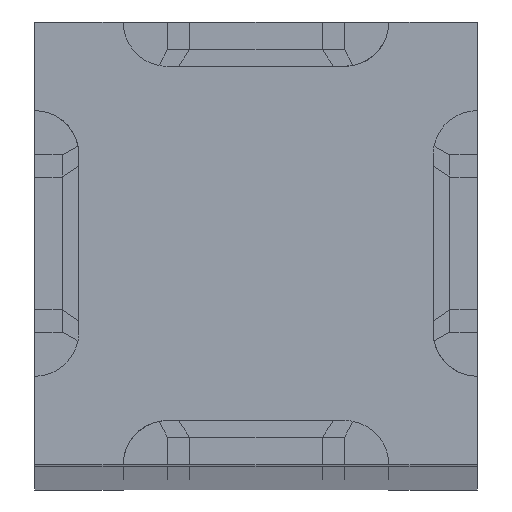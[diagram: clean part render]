
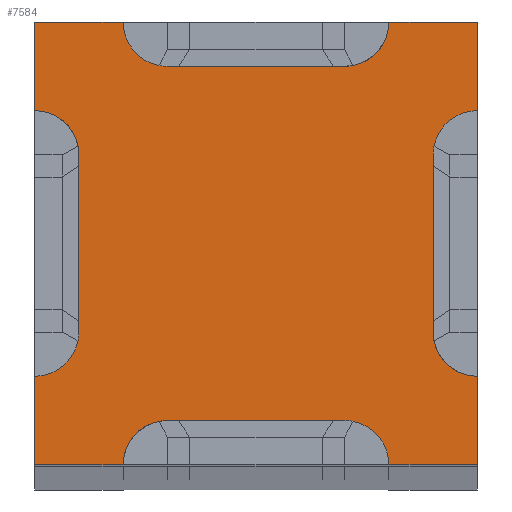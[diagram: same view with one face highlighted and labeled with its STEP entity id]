
A CAD part, top view. The second image highlights one B-rep face of the part: STEP entity #7584.
In plain terms, the highlighted planar face has unit normal (0, 0, 1).
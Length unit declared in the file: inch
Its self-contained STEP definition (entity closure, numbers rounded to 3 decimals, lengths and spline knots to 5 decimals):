
#551=PLANE('',#8216);
#1010=FACE_OUTER_BOUND('',#1480,.T.);
#1480=EDGE_LOOP('',(#6945,#6946,#6947,#6948,#6949,#6950,#6951,#6952,#6953,
#6954,#6955,#6956,#6957,#6958,#6959,#6960,#6961,#6962,#6963,#6964,#6965,
#6966,#6967,#6968));
#1579=CIRCLE('',#8214,0.2);
#1580=CIRCLE('',#8217,0.2);
#1581=CIRCLE('',#8218,0.2);
#1582=CIRCLE('',#8219,0.2);
#1583=CIRCLE('',#8220,0.2);
#1584=CIRCLE('',#8221,0.2);
#1585=CIRCLE('',#8222,0.2);
#1586=CIRCLE('',#8223,0.2);
#1587=CIRCLE('',#8224,0.2);
#1588=CIRCLE('',#8225,0.2);
#1589=CIRCLE('',#8226,0.2);
#1590=CIRCLE('',#8227,0.2);
#2463=LINE('',#12322,#3363);
#2464=LINE('',#12326,#3364);
#2465=LINE('',#12329,#3365);
#2466=LINE('',#12333,#3366);
#2467=LINE('',#12339,#3367);
#2468=LINE('',#12341,#3368);
#2469=LINE('',#12345,#3369);
#2470=LINE('',#12351,#3370);
#2471=LINE('',#12353,#3371);
#2472=LINE('',#12357,#3372);
#2473=LINE('',#12363,#3373);
#2474=LINE('',#12365,#3374);
#3363=VECTOR('',#10172,0.3937);
#3364=VECTOR('',#10175,0.3937);
#3365=VECTOR('',#10178,0.3937);
#3366=VECTOR('',#10181,0.3937);
#3367=VECTOR('',#10186,0.3937);
#3368=VECTOR('',#10187,0.3937);
#3369=VECTOR('',#10190,0.3937);
#3370=VECTOR('',#10195,0.3937);
#3371=VECTOR('',#10196,0.3937);
#3372=VECTOR('',#10199,0.3937);
#3373=VECTOR('',#10204,0.3937);
#3374=VECTOR('',#10205,0.3937);
#4030=VERTEX_POINT('',#12312);
#4031=VERTEX_POINT('',#12314);
#4033=VERTEX_POINT('',#12320);
#4034=VERTEX_POINT('',#12324);
#4035=VERTEX_POINT('',#12325);
#4036=VERTEX_POINT('',#12328);
#4037=VERTEX_POINT('',#12330);
#4038=VERTEX_POINT('',#12332);
#4039=VERTEX_POINT('',#12334);
#4040=VERTEX_POINT('',#12336);
#4041=VERTEX_POINT('',#12338);
#4042=VERTEX_POINT('',#12340);
#4043=VERTEX_POINT('',#12342);
#4044=VERTEX_POINT('',#12344);
#4045=VERTEX_POINT('',#12346);
#4046=VERTEX_POINT('',#12348);
#4047=VERTEX_POINT('',#12350);
#4048=VERTEX_POINT('',#12352);
#4049=VERTEX_POINT('',#12354);
#4050=VERTEX_POINT('',#12356);
#4051=VERTEX_POINT('',#12358);
#4052=VERTEX_POINT('',#12360);
#4053=VERTEX_POINT('',#12362);
#4054=VERTEX_POINT('',#12364);
#5007=EDGE_CURVE('',#4031,#4030,#1579,.T.);
#5011=EDGE_CURVE('',#4030,#4033,#2463,.T.);
#5012=EDGE_CURVE('',#4034,#4035,#2464,.T.);
#5013=EDGE_CURVE('',#4035,#4031,#1580,.T.);
#5014=EDGE_CURVE('',#4033,#4036,#2465,.T.);
#5015=EDGE_CURVE('',#4036,#4037,#1581,.T.);
#5016=EDGE_CURVE('',#4037,#4038,#2466,.T.);
#5017=EDGE_CURVE('',#4038,#4039,#1582,.T.);
#5018=EDGE_CURVE('',#4039,#4040,#1583,.T.);
#5019=EDGE_CURVE('',#4040,#4041,#2467,.T.);
#5020=EDGE_CURVE('',#4041,#4042,#2468,.T.);
#5021=EDGE_CURVE('',#4042,#4043,#1584,.T.);
#5022=EDGE_CURVE('',#4043,#4044,#2469,.T.);
#5023=EDGE_CURVE('',#4044,#4045,#1585,.T.);
#5024=EDGE_CURVE('',#4045,#4046,#1586,.T.);
#5025=EDGE_CURVE('',#4046,#4047,#2470,.T.);
#5026=EDGE_CURVE('',#4047,#4048,#2471,.T.);
#5027=EDGE_CURVE('',#4048,#4049,#1587,.T.);
#5028=EDGE_CURVE('',#4049,#4050,#2472,.T.);
#5029=EDGE_CURVE('',#4050,#4051,#1588,.T.);
#5030=EDGE_CURVE('',#4051,#4052,#1589,.T.);
#5031=EDGE_CURVE('',#4052,#4053,#2473,.T.);
#5032=EDGE_CURVE('',#4053,#4054,#2474,.T.);
#5033=EDGE_CURVE('',#4054,#4034,#1590,.T.);
#6945=ORIENTED_EDGE('',*,*,#5012,.T.);
#6946=ORIENTED_EDGE('',*,*,#5013,.T.);
#6947=ORIENTED_EDGE('',*,*,#5007,.T.);
#6948=ORIENTED_EDGE('',*,*,#5011,.T.);
#6949=ORIENTED_EDGE('',*,*,#5014,.T.);
#6950=ORIENTED_EDGE('',*,*,#5015,.T.);
#6951=ORIENTED_EDGE('',*,*,#5016,.T.);
#6952=ORIENTED_EDGE('',*,*,#5017,.T.);
#6953=ORIENTED_EDGE('',*,*,#5018,.T.);
#6954=ORIENTED_EDGE('',*,*,#5019,.T.);
#6955=ORIENTED_EDGE('',*,*,#5020,.T.);
#6956=ORIENTED_EDGE('',*,*,#5021,.T.);
#6957=ORIENTED_EDGE('',*,*,#5022,.T.);
#6958=ORIENTED_EDGE('',*,*,#5023,.T.);
#6959=ORIENTED_EDGE('',*,*,#5024,.T.);
#6960=ORIENTED_EDGE('',*,*,#5025,.T.);
#6961=ORIENTED_EDGE('',*,*,#5026,.T.);
#6962=ORIENTED_EDGE('',*,*,#5027,.T.);
#6963=ORIENTED_EDGE('',*,*,#5028,.T.);
#6964=ORIENTED_EDGE('',*,*,#5029,.T.);
#6965=ORIENTED_EDGE('',*,*,#5030,.T.);
#6966=ORIENTED_EDGE('',*,*,#5031,.T.);
#6967=ORIENTED_EDGE('',*,*,#5032,.T.);
#6968=ORIENTED_EDGE('',*,*,#5033,.T.);
#7584=ADVANCED_FACE('',(#1010),#551,.T.);
#8214=AXIS2_PLACEMENT_3D('',#12315,#10165,#10166);
#8216=AXIS2_PLACEMENT_3D('',#12323,#10173,#10174);
#8217=AXIS2_PLACEMENT_3D('',#12327,#10176,#10177);
#8218=AXIS2_PLACEMENT_3D('',#12331,#10179,#10180);
#8219=AXIS2_PLACEMENT_3D('',#12335,#10182,#10183);
#8220=AXIS2_PLACEMENT_3D('',#12337,#10184,#10185);
#8221=AXIS2_PLACEMENT_3D('',#12343,#10188,#10189);
#8222=AXIS2_PLACEMENT_3D('',#12347,#10191,#10192);
#8223=AXIS2_PLACEMENT_3D('',#12349,#10193,#10194);
#8224=AXIS2_PLACEMENT_3D('',#12355,#10197,#10198);
#8225=AXIS2_PLACEMENT_3D('',#12359,#10200,#10201);
#8226=AXIS2_PLACEMENT_3D('',#12361,#10202,#10203);
#8227=AXIS2_PLACEMENT_3D('',#12366,#10206,#10207);
#10165=DIRECTION('center_axis',(0.,0.,-1.));
#10166=DIRECTION('ref_axis',(1.,0.,0.));
#10172=DIRECTION('',(-1.,0.,0.));
#10173=DIRECTION('center_axis',(0.,0.,1.));
#10174=DIRECTION('ref_axis',(1.,0.,0.));
#10175=DIRECTION('',(-1.,0.,0.));
#10176=DIRECTION('center_axis',(0.,0.,-1.));
#10177=DIRECTION('ref_axis',(1.,0.,0.));
#10178=DIRECTION('',(0.,-1.,0.));
#10179=DIRECTION('center_axis',(0.,0.,-1.));
#10180=DIRECTION('ref_axis',(0.,-1.,0.));
#10181=DIRECTION('',(0.,-1.,0.));
#10182=DIRECTION('center_axis',(0.,0.,-1.));
#10183=DIRECTION('ref_axis',(0.,1.,0.));
#10184=DIRECTION('center_axis',(0.,0.,-1.));
#10185=DIRECTION('ref_axis',(0.,1.,0.));
#10186=DIRECTION('',(0.,-1.,0.));
#10187=DIRECTION('',(1.,0.,0.));
#10188=DIRECTION('center_axis',(0.,0.,-1.));
#10189=DIRECTION('ref_axis',(1.,0.,0.));
#10190=DIRECTION('',(1.,0.,0.));
#10191=DIRECTION('center_axis',(0.,0.,-1.));
#10192=DIRECTION('ref_axis',(-1.,0.,0.));
#10193=DIRECTION('center_axis',(0.,0.,-1.));
#10194=DIRECTION('ref_axis',(-1.,0.,0.));
#10195=DIRECTION('',(1.,0.,0.));
#10196=DIRECTION('',(0.,1.,0.));
#10197=DIRECTION('center_axis',(0.,0.,-1.));
#10198=DIRECTION('ref_axis',(0.,1.,0.));
#10199=DIRECTION('',(0.,1.,0.));
#10200=DIRECTION('center_axis',(0.,0.,-1.));
#10201=DIRECTION('ref_axis',(0.,-1.,0.));
#10202=DIRECTION('center_axis',(0.,0.,-1.));
#10203=DIRECTION('ref_axis',(0.,-1.,0.));
#10204=DIRECTION('',(0.,1.,0.));
#10205=DIRECTION('',(-1.,0.,0.));
#10206=DIRECTION('center_axis',(0.,0.,-1.));
#10207=DIRECTION('ref_axis',(-1.,0.,0.));
#12312=CARTESIAN_POINT('',(-0.6,1.,3.));
#12314=CARTESIAN_POINT('',(-0.43869,0.80378,3.));
#12315=CARTESIAN_POINT('Origin',(-0.4,1.,3.));
#12320=CARTESIAN_POINT('',(-1.,1.,3.));
#12322=CARTESIAN_POINT('',(1.,1.,3.));
#12323=CARTESIAN_POINT('Origin',(0.,0.,
3.));
#12324=CARTESIAN_POINT('',(0.4,0.8,3.));
#12325=CARTESIAN_POINT('',(-0.4,0.8,3.));
#12326=CARTESIAN_POINT('',(0.175,0.8,3.));
#12327=CARTESIAN_POINT('Origin',(-0.4,1.,3.));
#12328=CARTESIAN_POINT('',(-1.,0.6,3.));
#12329=CARTESIAN_POINT('',(-1.,1.,3.));
#12330=CARTESIAN_POINT('',(-0.8,0.4,3.));
#12331=CARTESIAN_POINT('Origin',(-1.,0.4,3.));
#12332=CARTESIAN_POINT('',(-0.8,-0.4,3.));
#12333=CARTESIAN_POINT('',(-0.8,-0.2,3.));
#12334=CARTESIAN_POINT('',(-0.80378,-0.43869,3.));
#12335=CARTESIAN_POINT('Origin',(-1.,-0.4,
3.));
#12336=CARTESIAN_POINT('',(-1.,-0.6,3.));
#12337=CARTESIAN_POINT('Origin',(-1.,-0.4,
3.));
#12338=CARTESIAN_POINT('',(-1.,-1.,3.));
#12339=CARTESIAN_POINT('',(-1.,1.,3.));
#12340=CARTESIAN_POINT('',(-0.6,-1.,3.));
#12341=CARTESIAN_POINT('',(-1.,-1.,3.));
#12342=CARTESIAN_POINT('',(-0.4,-0.8,3.));
#12343=CARTESIAN_POINT('Origin',(-0.4,-1.,
3.));
#12344=CARTESIAN_POINT('',(0.4,-0.8,3.));
#12345=CARTESIAN_POINT('',(-0.175,-0.8,3.));
#12346=CARTESIAN_POINT('',(0.43869,-0.80378,3.));
#12347=CARTESIAN_POINT('Origin',(0.4,-1.,3.));
#12348=CARTESIAN_POINT('',(0.6,-1.,3.));
#12349=CARTESIAN_POINT('Origin',(0.4,-1.,3.));
#12350=CARTESIAN_POINT('',(1.,-1.,3.));
#12351=CARTESIAN_POINT('',(-1.,-1.,3.));
#12352=CARTESIAN_POINT('',(1.,-0.6,3.));
#12353=CARTESIAN_POINT('',(1.,-1.,3.));
#12354=CARTESIAN_POINT('',(0.8,-0.4,3.));
#12355=CARTESIAN_POINT('Origin',(1.,-0.4,3.));
#12356=CARTESIAN_POINT('',(0.8,0.4,3.));
#12357=CARTESIAN_POINT('',(0.8,-0.175,3.));
#12358=CARTESIAN_POINT('',(0.80378,0.43869,3.));
#12359=CARTESIAN_POINT('Origin',(1.,0.4,3.));
#12360=CARTESIAN_POINT('',(1.,0.6,3.));
#12361=CARTESIAN_POINT('Origin',(1.,0.4,3.));
#12362=CARTESIAN_POINT('',(1.,1.,3.));
#12363=CARTESIAN_POINT('',(1.,-1.,3.));
#12364=CARTESIAN_POINT('',(0.6,1.,3.));
#12365=CARTESIAN_POINT('',(1.,1.,3.));
#12366=CARTESIAN_POINT('Origin',(0.4,1.,3.));
